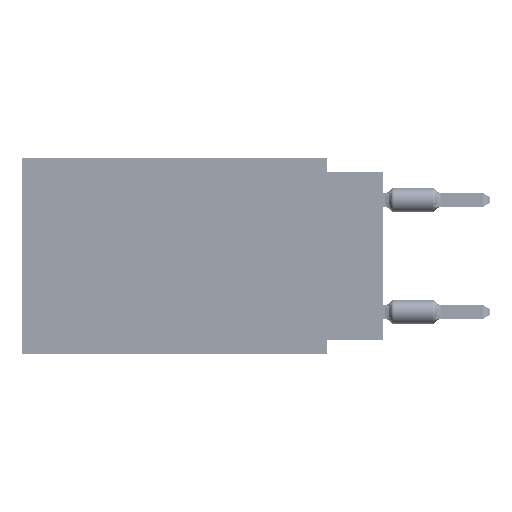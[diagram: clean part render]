
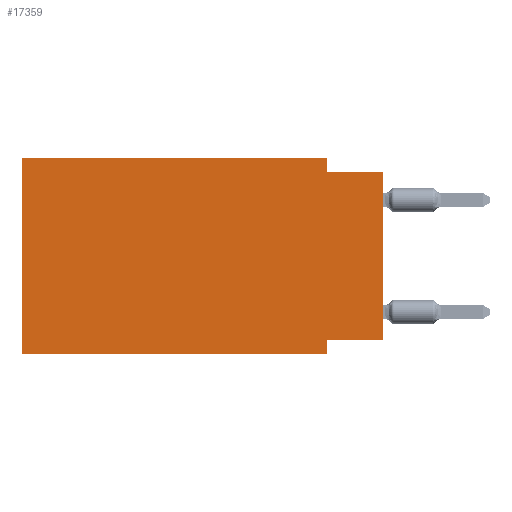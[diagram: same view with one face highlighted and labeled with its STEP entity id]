
A CAD part, left-side view. The second image highlights one B-rep face of the part: STEP entity #17359.
In plain terms, the highlighted planar face has unit normal (-1, 0, 0).
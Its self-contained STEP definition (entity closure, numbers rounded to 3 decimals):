
#96 = DIRECTION ( 'NONE',  ( 0., -1., 0. ) ) ;
#1727 = CARTESIAN_POINT ( 'NONE',  ( 0., 2.54, -0.635 ) ) ;
#1885 = VERTEX_POINT ( 'NONE', #24848 ) ;
#3567 = LINE ( 'NONE', #66248, #12061 ) ;
#4924 = LINE ( 'NONE', #35818, #6666 ) ;
#5920 = DIRECTION ( 'NONE',  ( 0., -1., 0. ) ) ;
#6234 = CARTESIAN_POINT ( 'NONE',  ( 0., 0., -0.635 ) ) ;
#6666 = VECTOR ( 'NONE', #5920, 1000. ) ;
#7151 = CARTESIAN_POINT ( 'NONE',  ( 0., 0., -0.635 ) ) ;
#8606 = ORIENTED_EDGE ( 'NONE', *, *, #63149, .F. ) ;
#10337 = VECTOR ( 'NONE', #48400, 1000. ) ;
#12061 = VECTOR ( 'NONE', #41042, 1000. ) ;
#12502 = DIRECTION ( 'NONE',  ( 1., 0., 0. ) ) ;
#13127 = VECTOR ( 'NONE', #96, 1000. ) ;
#13491 = AXIS2_PLACEMENT_3D ( 'NONE', #27280, #12502, #58151 ) ;
#16549 = LINE ( 'NONE', #62884, #38219 ) ;
#17359 = ADVANCED_FACE ( 'NONE', ( #37678 ), #37022, .F. ) ;
#22322 = VECTOR ( 'NONE', #28716, 1000. ) ;
#24848 = CARTESIAN_POINT ( 'NONE',  ( 0., 16.383, 0. ) ) ;
#25430 = EDGE_CURVE ( 'NONE', #64863, #50876, #58118, .T. ) ;
#25603 = LINE ( 'NONE', #46062, #13127 ) ;
#26324 = CARTESIAN_POINT ( 'NONE',  ( 0., 16.383, -8.89 ) ) ;
#26673 = ORIENTED_EDGE ( 'NONE', *, *, #43191, .T. ) ;
#27280 = CARTESIAN_POINT ( 'NONE',  ( 0., 16.383, 0. ) ) ;
#27901 = DIRECTION ( 'NONE',  ( 0., 0., -1. ) ) ;
#28716 = DIRECTION ( 'NONE',  ( 0., 0., -1. ) ) ;
#30939 = ORIENTED_EDGE ( 'NONE', *, *, #25430, .F. ) ;
#31767 = CARTESIAN_POINT ( 'NONE',  ( 0., 0., -8.255 ) ) ;
#33294 = EDGE_CURVE ( 'NONE', #1885, #58748, #4924, .T. ) ;
#33328 = LINE ( 'NONE', #6234, #10337 ) ;
#35818 = CARTESIAN_POINT ( 'NONE',  ( 0., 16.383, 0. ) ) ;
#37022 = PLANE ( 'NONE',  #13491 ) ;
#37678 = FACE_OUTER_BOUND ( 'NONE', #54772, .T. ) ;
#38219 = VECTOR ( 'NONE', #48054, 1000. ) ;
#38890 = DIRECTION ( 'NONE',  ( 0., 0., 1. ) ) ;
#39446 = CARTESIAN_POINT ( 'NONE',  ( 0., 2.54, 0. ) ) ;
#41042 = DIRECTION ( 'NONE',  ( 0., 0., 1. ) ) ;
#43191 = EDGE_CURVE ( 'NONE', #49451, #54403, #43903, .T. ) ;
#43903 = LINE ( 'NONE', #64414, #57935 ) ;
#44089 = VECTOR ( 'NONE', #27901, 1000. ) ;
#45415 = EDGE_CURVE ( 'NONE', #61654, #50876, #25603, .T. ) ;
#46062 = CARTESIAN_POINT ( 'NONE',  ( 0., 16.383, -8.89 ) ) ;
#46644 = ORIENTED_EDGE ( 'NONE', *, *, #45415, .T. ) ;
#47696 = CARTESIAN_POINT ( 'NONE',  ( 0., 2.54, -8.89 ) ) ;
#48054 = DIRECTION ( 'NONE',  ( 0., 1., 0. ) ) ;
#48400 = DIRECTION ( 'NONE',  ( 0., -1., 0. ) ) ;
#49451 = VERTEX_POINT ( 'NONE', #31767 ) ;
#50876 = VERTEX_POINT ( 'NONE', #62562 ) ;
#51157 = ORIENTED_EDGE ( 'NONE', *, *, #53546, .F. ) ;
#52115 = EDGE_CURVE ( 'NONE', #57243, #54403, #33328, .T. ) ;
#53546 = EDGE_CURVE ( 'NONE', #49451, #64863, #16549, .T. ) ;
#53900 = LINE ( 'NONE', #39446, #22322 ) ;
#54206 = ORIENTED_EDGE ( 'NONE', *, *, #58295, .F. ) ;
#54403 = VERTEX_POINT ( 'NONE', #7151 ) ;
#54723 = CARTESIAN_POINT ( 'NONE',  ( 0., 2.54, 0. ) ) ;
#54772 = EDGE_LOOP ( 'NONE', ( #26673, #63527, #54206, #65727, #8606, #46644, #30939, #51157 ) ) ;
#57243 = VERTEX_POINT ( 'NONE', #1727 ) ;
#57935 = VECTOR ( 'NONE', #38890, 1000. ) ;
#58118 = LINE ( 'NONE', #47696, #44089 ) ;
#58151 = DIRECTION ( 'NONE',  ( 0., 0., -1. ) ) ;
#58295 = EDGE_CURVE ( 'NONE', #58748, #57243, #53900, .T. ) ;
#58748 = VERTEX_POINT ( 'NONE', #54723 ) ;
#59761 = CARTESIAN_POINT ( 'NONE',  ( 0., 2.54, -8.255 ) ) ;
#61654 = VERTEX_POINT ( 'NONE', #26324 ) ;
#62562 = CARTESIAN_POINT ( 'NONE',  ( 0., 2.54, -8.89 ) ) ;
#62884 = CARTESIAN_POINT ( 'NONE',  ( 0., 0., -8.255 ) ) ;
#63149 = EDGE_CURVE ( 'NONE', #61654, #1885, #3567, .T. ) ;
#63527 = ORIENTED_EDGE ( 'NONE', *, *, #52115, .F. ) ;
#64414 = CARTESIAN_POINT ( 'NONE',  ( 0., 0., 0. ) ) ;
#64863 = VERTEX_POINT ( 'NONE', #59761 ) ;
#65727 = ORIENTED_EDGE ( 'NONE', *, *, #33294, .F. ) ;
#66248 = CARTESIAN_POINT ( 'NONE',  ( 0., 16.383, 0. ) ) ;
